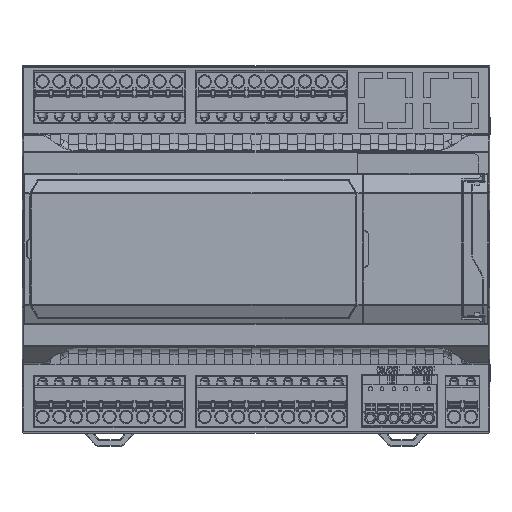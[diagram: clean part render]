
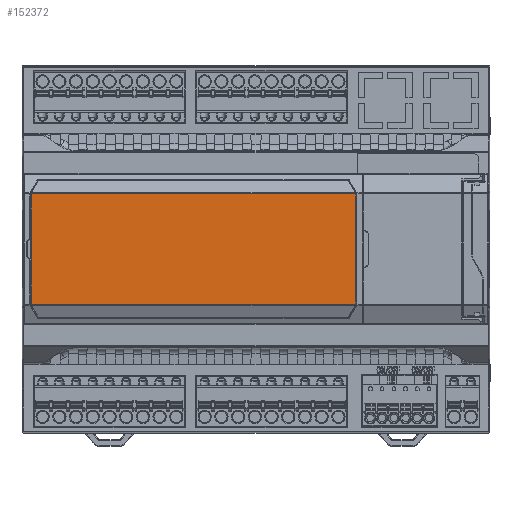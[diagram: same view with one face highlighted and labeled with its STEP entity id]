
A CAD part, top view. The second image highlights one B-rep face of the part: STEP entity #152372.
In plain terms, the highlighted planar face has unit normal (0, 0, 1).
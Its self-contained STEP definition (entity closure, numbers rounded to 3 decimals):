
#13151 = ORIENTED_EDGE ( 'NONE', *, *, #120691, .F. ) ;
#13179 = ORIENTED_EDGE ( 'NONE', *, *, #120741, .F. ) ;
#13182 = ORIENTED_EDGE ( 'NONE', *, *, #120792, .T. ) ;
#13199 = ORIENTED_EDGE ( 'NONE', *, *, #120601, .F. ) ;
#13224 = ORIENTED_EDGE ( 'NONE', *, *, #120826, .F. ) ;
#13238 = ORIENTED_EDGE ( 'NONE', *, *, #120811, .F. ) ;
#13258 = ORIENTED_EDGE ( 'NONE', *, *, #120922, .F. ) ;
#13264 = ORIENTED_EDGE ( 'NONE', *, *, #120543, .F. ) ;
#13274 = ORIENTED_EDGE ( 'NONE', *, *, #120570, .F. ) ;
#13305 = ORIENTED_EDGE ( 'NONE', *, *, #120888, .F. ) ;
#13348 = ORIENTED_EDGE ( 'NONE', *, *, #120653, .T. ) ;
#13352 = ORIENTED_EDGE ( 'NONE', *, *, #120744, .F. ) ;
#25517 = VERTEX_POINT ( 'NONE', #197307 ) ;
#25585 = VERTEX_POINT ( 'NONE', #197415 ) ;
#25592 = VERTEX_POINT ( 'NONE', #197502 ) ;
#25616 = VERTEX_POINT ( 'NONE', #197525 ) ;
#25667 = VERTEX_POINT ( 'NONE', #197559 ) ;
#25695 = VERTEX_POINT ( 'NONE', #197608 ) ;
#25709 = VERTEX_POINT ( 'NONE', #197582 ) ;
#25735 = VERTEX_POINT ( 'NONE', #197584 ) ;
#49213 = CARTESIAN_POINT ( 'NONE',  ( 29.802, 15.802, 55. ) ) ;
#49305 = CARTESIAN_POINT ( 'NONE',  ( 29.802, -11.898, 55. ) ) ;
#49328 = CARTESIAN_POINT ( 'NONE',  ( 29.802, -15.802, 55. ) ) ;
#49346 = CARTESIAN_POINT ( 'NONE',  ( -67.302, -16.578, 55. ) ) ;
#78237 = AXIS2_PLACEMENT_3D ( 'NONE', #151572, #151574, #151523 ) ;
#120132 = CARTESIAN_POINT ( 'NONE',  ( 29.802, 22.5, 55. ) ) ;
#120146 = DIRECTION ( 'NONE',  ( 0., -1., 0. ) ) ;
#120221 = DIRECTION ( 'NONE',  ( 0., -1., 0. ) ) ;
#120245 = CARTESIAN_POINT ( 'NONE',  ( 29.802, 22.5, 55. ) ) ;
#120306 = DIRECTION ( 'NONE',  ( 0., -1., 0. ) ) ;
#120356 = CARTESIAN_POINT ( 'NONE',  ( 29.802, 22.5, 55. ) ) ;
#120388 = CARTESIAN_POINT ( 'NONE',  ( 29.711, -16.578, 55. ) ) ;
#120404 = DIRECTION ( 'NONE',  ( 1., 0., 0. ) ) ;
#120492 = CARTESIAN_POINT ( 'NONE',  ( 29.802, 22.5, 55. ) ) ;
#120494 = DIRECTION ( 'NONE',  ( 0., -1., 0. ) ) ;
#120543 = EDGE_CURVE ( 'NONE', #154953, #154976, #200036, .T. ) ;
#120570 = EDGE_CURVE ( 'NONE', #154866, #25592, #200087, .T. ) ;
#120599 = CARTESIAN_POINT ( 'NONE',  ( 29.802, 22.5, 55. ) ) ;
#120601 = EDGE_CURVE ( 'NONE', #154976, #25709, #200130, .T. ) ;
#120621 = DIRECTION ( 'NONE',  ( 0., -1., 0. ) ) ;
#120624 = CARTESIAN_POINT ( 'NONE',  ( -67.302, 22.5, 55. ) ) ;
#120639 = DIRECTION ( 'NONE',  ( 0., 1., 0. ) ) ;
#120653 = EDGE_CURVE ( 'NONE', #155059, #25709, #200220, .T. ) ;
#120691 = EDGE_CURVE ( 'NONE', #25592, #154953, #200280, .T. ) ;
#120728 = CARTESIAN_POINT ( 'NONE',  ( -67.211, 16.578, 55. ) ) ;
#120730 = DIRECTION ( 'NONE',  ( -1., 0., 0. ) ) ;
#120736 = DIRECTION ( 'NONE',  ( 0., 1., 0. ) ) ;
#120741 = EDGE_CURVE ( 'NONE', #25616, #154866, #200345, .T. ) ;
#120744 = EDGE_CURVE ( 'NONE', #25585, #25517, #200391, .T. ) ;
#120769 = DIRECTION ( 'NONE',  ( 0., 1., 0. ) ) ;
#120776 = CARTESIAN_POINT ( 'NONE',  ( -67.302, 22.5, 55. ) ) ;
#120786 = CARTESIAN_POINT ( 'NONE',  ( -67.302, 22.5, 55. ) ) ;
#120792 = EDGE_CURVE ( 'NONE', #25616, #25667, #200438, .T. ) ;
#120811 = EDGE_CURVE ( 'NONE', #155059, #25735, #200454, .T. ) ;
#120826 = EDGE_CURVE ( 'NONE', #25695, #25585, #200493, .T. ) ;
#120888 = EDGE_CURVE ( 'NONE', #25735, #25695, #200683, .T. ) ;
#120895 = DIRECTION ( 'NONE',  ( 0., 1., 0. ) ) ;
#120912 = CARTESIAN_POINT ( 'NONE',  ( -67.302, 22.5, 55. ) ) ;
#120922 = EDGE_CURVE ( 'NONE', #25517, #25667, #200634, .T. ) ;
#120958 = DIRECTION ( 'NONE',  ( 0., 1., 0. ) ) ;
#121027 = CARTESIAN_POINT ( 'NONE',  ( -67.302, 22.5, 55. ) ) ;
#150160 = EDGE_LOOP ( 'NONE', ( #13151, #13274, #13179, #13182, #13258, #13352, #13224, #13305, #13238, #13348, #13199, #13264 ) ) ;
#151523 = DIRECTION ( 'NONE',  ( 1., 0., 0. ) ) ;
#151570 = PLANE ( 'NONE',  #78237 ) ;
#151572 = CARTESIAN_POINT ( 'NONE',  ( -70., 22.5, 55. ) ) ;
#151574 = DIRECTION ( 'NONE',  ( 0., 0., 1. ) ) ;
#152372 = ADVANCED_FACE ( 'NONE', ( #166961 ), #151570, .T. ) ;
#154866 = VERTEX_POINT ( 'NONE', #49213 ) ;
#154953 = VERTEX_POINT ( 'NONE', #49305 ) ;
#154976 = VERTEX_POINT ( 'NONE', #49328 ) ;
#155059 = VERTEX_POINT ( 'NONE', #49346 ) ;
#166961 = FACE_OUTER_BOUND ( 'NONE', #150160, .T. ) ;
#197307 = CARTESIAN_POINT ( 'NONE',  ( -67.302, 8.302, 55. ) ) ;
#197415 = CARTESIAN_POINT ( 'NONE',  ( -67.302, 4.398, 55. ) ) ;
#197502 = CARTESIAN_POINT ( 'NONE',  ( 29.802, 11.898, 55. ) ) ;
#197525 = CARTESIAN_POINT ( 'NONE',  ( 29.802, 16.578, 55. ) ) ;
#197559 = CARTESIAN_POINT ( 'NONE',  ( -67.302, 16.578, 55. ) ) ;
#197582 = CARTESIAN_POINT ( 'NONE',  ( 29.802, -16.578, 55. ) ) ;
#197584 = CARTESIAN_POINT ( 'NONE',  ( -67.302, -8.302, 55. ) ) ;
#197608 = CARTESIAN_POINT ( 'NONE',  ( -67.302, -4.398, 55. ) ) ;
#200036 = LINE ( 'NONE', #120132, #200048 ) ;
#200048 = VECTOR ( 'NONE', #120146, 1000. ) ;
#200087 = LINE ( 'NONE', #120245, #200122 ) ;
#200122 = VECTOR ( 'NONE', #120221, 1000. ) ;
#200130 = LINE ( 'NONE', #120356, #200134 ) ;
#200134 = VECTOR ( 'NONE', #120306, 1000. ) ;
#200220 = LINE ( 'NONE', #120388, #200231 ) ;
#200231 = VECTOR ( 'NONE', #120404, 1000. ) ;
#200280 = LINE ( 'NONE', #120492, #200375 ) ;
#200299 = VECTOR ( 'NONE', #120639, 1000. ) ;
#200345 = LINE ( 'NONE', #120599, #200373 ) ;
#200373 = VECTOR ( 'NONE', #120621, 1000. ) ;
#200375 = VECTOR ( 'NONE', #120494, 1000. ) ;
#200391 = LINE ( 'NONE', #120624, #200299 ) ;
#200422 = VECTOR ( 'NONE', #120730, 1000. ) ;
#200438 = LINE ( 'NONE', #120728, #200422 ) ;
#200454 = LINE ( 'NONE', #120776, #200524 ) ;
#200493 = LINE ( 'NONE', #120786, #200512 ) ;
#200512 = VECTOR ( 'NONE', #120769, 1000. ) ;
#200524 = VECTOR ( 'NONE', #120736, 1000. ) ;
#200625 = VECTOR ( 'NONE', #120895, 1000. ) ;
#200634 = LINE ( 'NONE', #121027, #200756 ) ;
#200683 = LINE ( 'NONE', #120912, #200625 ) ;
#200756 = VECTOR ( 'NONE', #120958, 1000. ) ;
